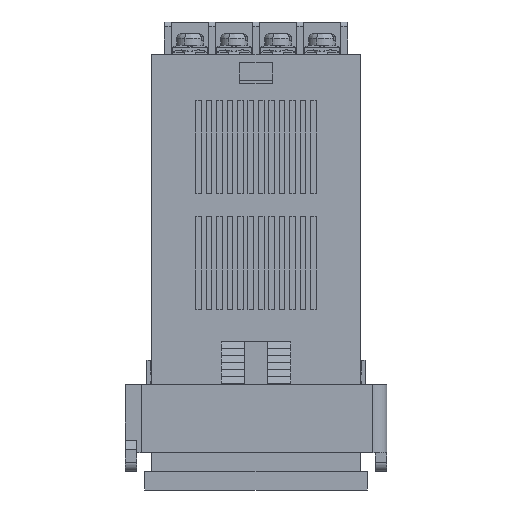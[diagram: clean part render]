
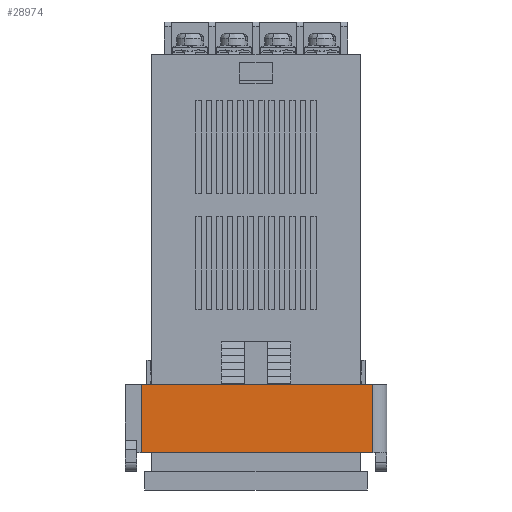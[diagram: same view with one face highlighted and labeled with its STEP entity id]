
A CAD part, front view. The second image highlights one B-rep face of the part: STEP entity #28974.
In plain terms, the highlighted planar face has unit normal (0, -1, 0).
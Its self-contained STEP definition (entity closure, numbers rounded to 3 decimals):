
#1345 = LINE ( 'NONE', #23930, #31558 ) ;
#1582 = LINE ( 'NONE', #30476, #35943 ) ;
#1583 = FACE_OUTER_BOUND ( 'NONE', #31750, .T. ) ;
#1610 = CARTESIAN_POINT ( 'NONE',  ( -24.75, -23.8, 14.75 ) ) ;
#5882 = CARTESIAN_POINT ( 'NONE',  ( -24.75, -23.8, 14.75 ) ) ;
#6819 = DIRECTION ( 'NONE',  ( 0., 0., 1. ) ) ;
#7048 = VERTEX_POINT ( 'NONE', #1610 ) ;
#8378 = EDGE_CURVE ( 'NONE', #7048, #32611, #18944, .T. ) ;
#9990 = DIRECTION ( 'NONE',  ( 0., 0., 1. ) ) ;
#10243 = DIRECTION ( 'NONE',  ( 0., 1., 0. ) ) ;
#11308 = CARTESIAN_POINT ( 'NONE',  ( -24.75, -23.8, 14.75 ) ) ;
#12920 = CARTESIAN_POINT ( 'NONE',  ( 25.25, -23.8, 14.75 ) ) ;
#15428 = LINE ( 'NONE', #11308, #33696 ) ;
#18944 = LINE ( 'NONE', #29970, #23971 ) ;
#19471 = ORIENTED_EDGE ( 'NONE', *, *, #8378, .F. ) ;
#19664 = AXIS2_PLACEMENT_3D ( 'NONE', #5882, #10243, #9990 ) ;
#23930 = CARTESIAN_POINT ( 'NONE',  ( -24.75, -23.8, 0. ) ) ;
#23971 = VECTOR ( 'NONE', #35861, 1000. ) ;
#25671 = ORIENTED_EDGE ( 'NONE', *, *, #37083, .T. ) ;
#27780 = CARTESIAN_POINT ( 'NONE',  ( 25.25, -23.8, 0. ) ) ;
#27828 = EDGE_CURVE ( 'NONE', #7048, #33102, #15428, .T. ) ;
#28682 = ORIENTED_EDGE ( 'NONE', *, *, #27828, .T. ) ;
#28974 = ADVANCED_FACE ( 'NONE', ( #1583 ), #29153, .F. ) ;
#29153 = PLANE ( 'NONE',  #19664 ) ;
#29970 = CARTESIAN_POINT ( 'NONE',  ( -24.75, -23.8, 14.75 ) ) ;
#30442 = DIRECTION ( 'NONE',  ( 1., 0., 0. ) ) ;
#30476 = CARTESIAN_POINT ( 'NONE',  ( 25.25, -23.8, 14.75 ) ) ;
#31558 = VECTOR ( 'NONE', #30442, 1000. ) ;
#31750 = EDGE_LOOP ( 'NONE', ( #32175, #25671, #19471, #28682 ) ) ;
#32175 = ORIENTED_EDGE ( 'NONE', *, *, #36480, .T. ) ;
#32611 = VERTEX_POINT ( 'NONE', #12920 ) ;
#33102 = VERTEX_POINT ( 'NONE', #34805 ) ;
#33696 = VECTOR ( 'NONE', #37792, 1000. ) ;
#34805 = CARTESIAN_POINT ( 'NONE',  ( -24.75, -23.8, 0. ) ) ;
#35861 = DIRECTION ( 'NONE',  ( 1., 0., 0. ) ) ;
#35943 = VECTOR ( 'NONE', #6819, 1000. ) ;
#36480 = EDGE_CURVE ( 'NONE', #33102, #37166, #1345, .T. ) ;
#37083 = EDGE_CURVE ( 'NONE', #37166, #32611, #1582, .T. ) ;
#37166 = VERTEX_POINT ( 'NONE', #27780 ) ;
#37792 = DIRECTION ( 'NONE',  ( 0., 0., -1. ) ) ;
